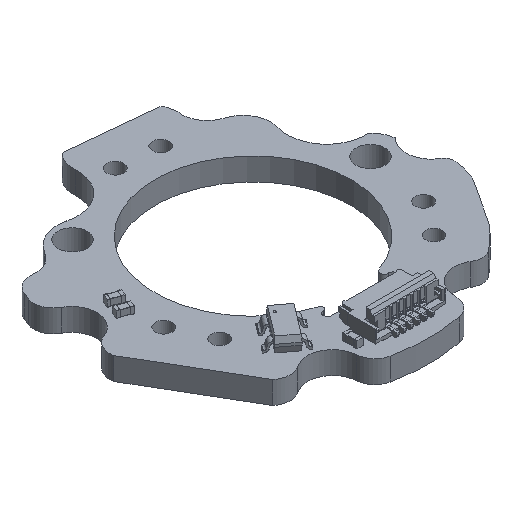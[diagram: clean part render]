
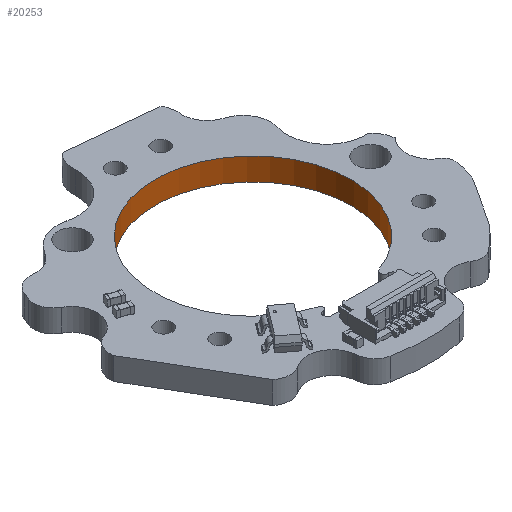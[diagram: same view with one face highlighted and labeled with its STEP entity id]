
A CAD part, isometric view. The second image highlights one B-rep face of the part: STEP entity #20253.
In plain terms, the highlighted cylindrical face has radius 6.992 mm (diameter 13.984 mm), a partial arc.
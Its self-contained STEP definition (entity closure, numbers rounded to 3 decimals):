
#19250 = EDGE_CURVE('',#19251,#19253,#19255,.T.);
#19251 = VERTEX_POINT('',#19252);
#19252 = CARTESIAN_POINT('',(2.379,-6.575,0.));
#19253 = VERTEX_POINT('',#19254);
#19254 = CARTESIAN_POINT('',(-1.981,-6.706,0.));
#19255 = CIRCLE('',#19256,6.992);
#19256 = AXIS2_PLACEMENT_3D('',#19257,#19258,#19259);
#19257 = CARTESIAN_POINT('',(0.,0.,0.)
  );
#19258 = DIRECTION('',(0.,0.,1.));
#19259 = DIRECTION('',(0.34,-0.94,0.));
#19642 = EDGE_CURVE('',#19643,#19645,#19647,.T.);
#19643 = VERTEX_POINT('',#19644);
#19644 = CARTESIAN_POINT('',(2.379,-6.575,1.6));
#19645 = VERTEX_POINT('',#19646);
#19646 = CARTESIAN_POINT('',(-1.981,-6.706,1.6));
#19647 = CIRCLE('',#19648,6.992);
#19648 = AXIS2_PLACEMENT_3D('',#19649,#19650,#19651);
#19649 = CARTESIAN_POINT('',(0.,0.,1.6)
  );
#19650 = DIRECTION('',(0.,0.,1.));
#19651 = DIRECTION('',(0.34,-0.94,0.));
#20253 = ADVANCED_FACE('',(#20254),#20270,.F.);
#20254 = FACE_BOUND('',#20255,.T.);
#20255 = EDGE_LOOP('',(#20256,#20262,#20263,#20269));
#20256 = ORIENTED_EDGE('',*,*,#20257,.T.);
#20257 = EDGE_CURVE('',#19251,#19643,#20258,.T.);
#20258 = LINE('',#20259,#20260);
#20259 = CARTESIAN_POINT('',(2.379,-6.575,0.));
#20260 = VECTOR('',#20261,1.);
#20261 = DIRECTION('',(0.,0.,1.));
#20262 = ORIENTED_EDGE('',*,*,#19642,.T.);
#20263 = ORIENTED_EDGE('',*,*,#20264,.F.);
#20264 = EDGE_CURVE('',#19253,#19645,#20265,.T.);
#20265 = LINE('',#20266,#20267);
#20266 = CARTESIAN_POINT('',(-1.981,-6.706,0.));
#20267 = VECTOR('',#20268,1.);
#20268 = DIRECTION('',(0.,0.,1.));
#20269 = ORIENTED_EDGE('',*,*,#19250,.F.);
#20270 = CYLINDRICAL_SURFACE('',#20271,6.992);
#20271 = AXIS2_PLACEMENT_3D('',#20272,#20273,#20274);
#20272 = CARTESIAN_POINT('',(0.,0.,0.)
  );
#20273 = DIRECTION('',(-0.,-0.,-1.));
#20274 = DIRECTION('',(0.34,-0.94,0.));
